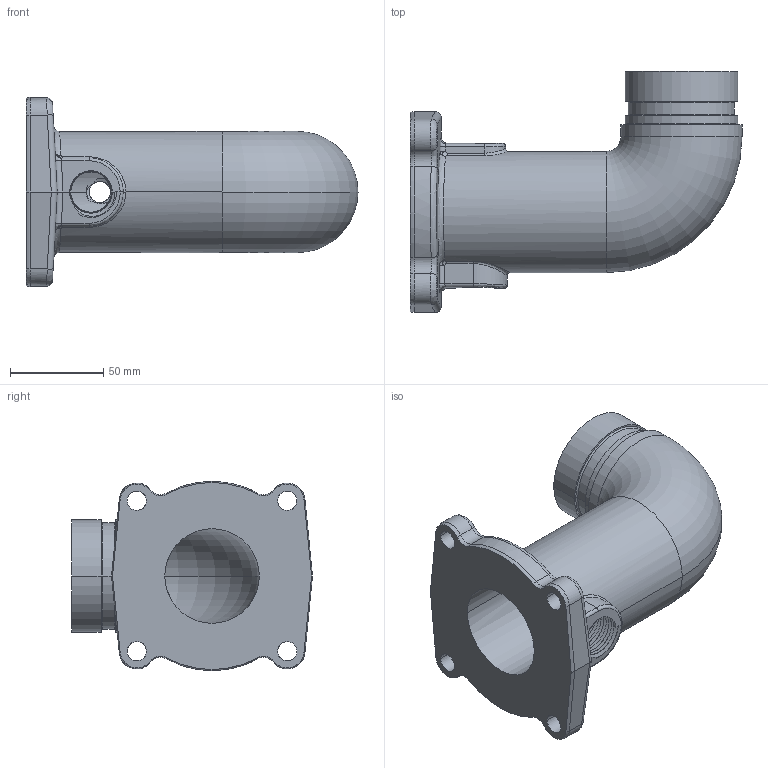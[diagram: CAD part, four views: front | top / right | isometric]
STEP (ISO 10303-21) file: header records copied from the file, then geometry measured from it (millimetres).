
FILE_DESCRIPTION((''),'2;1');
FILE_NAME('D40032_PRT','2006-03-17T',('work1'),(''),'PRO/ENGINEER BY PARAMETRIC TECHNOLOGY CORPORATION, 2005110','PRO/ENGINEER BY PARAMETRIC TECHNOLOGY CORPORATION, 2005110','');
FILE_SCHEMA(('CONFIG_CONTROL_DESIGN'));
Length unit declared in the file: inch
Products named in the file (1): D40032_PRT
Bounding box: 178.37 x 129.46 x 101.6 mm (x, y, z)
Volume: 349421.3 mm3; surface area: 97073.3 mm2
Topology: 1 solids, 1 shells, 184 faces, 461 edges, 278 vertices
Faces by surface type: cylinder 58, bspline 52, cone 33, plane 21, torus 16, sphere 4
Entity records: 11270 total; most frequent: CARTESIAN_POINT 7336, ORIENTED_EDGE 922, DIRECTION 640, EDGE_CURVE 461, VERTEX_POINT 278, AXIS2_PLACEMENT_3D 250, B_SPLINE_CURVE_WITH_KNOTS 203, EDGE_LOOP 197
